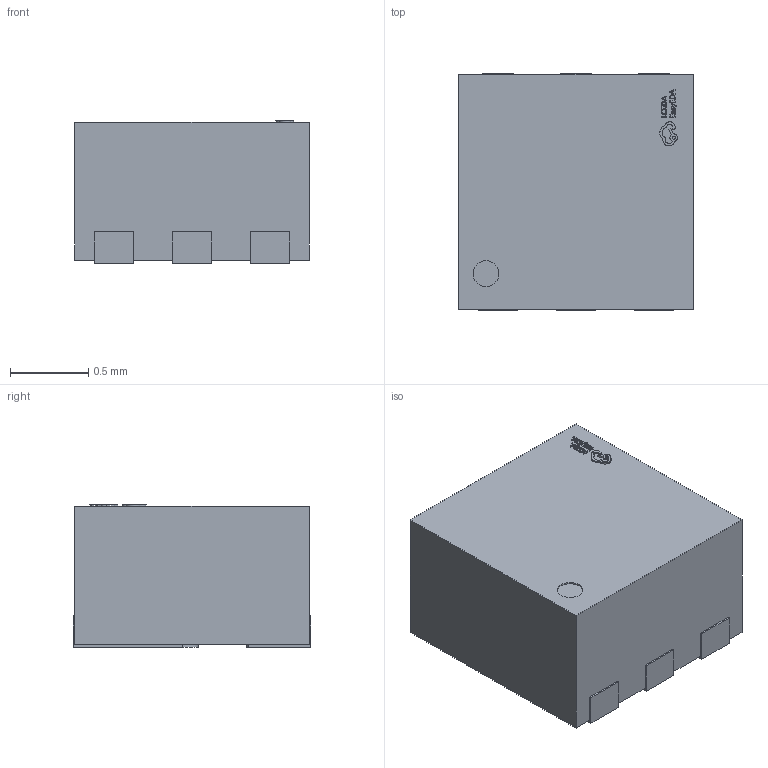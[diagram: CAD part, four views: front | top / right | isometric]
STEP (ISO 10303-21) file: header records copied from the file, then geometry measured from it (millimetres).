
FILE_DESCRIPTION (( 'STEP AP214' ), '1' );
FILE_NAME ('VSON-6_L1.5-W1.5-P0.50-TL.STEP', '2022-09-01T04:41:16', ( '' ), ( '' ), 'SwSTEP 2.0', 'SolidWorks 2020', '' );
FILE_SCHEMA (( 'AUTOMOTIVE_DESIGN' ));
Length unit declared in the file: millimetre
Products named in the file (1): VSON-6_L1.5-W1.5-P0.50-TL
Bounding box: 1.5 x 1.52 x 0.91 mm (x, y, z)
Volume: 2 mm3; surface area: 10 mm2
Topology: 1 solids, 1 shells, 269 faces, 741 edges, 494 vertices
Faces by surface type: plane 164, bspline 98, cylinder 7
Entity records: 11994 total; most frequent: CARTESIAN_POINT 2811, ORIENTED_EDGE 1482, DIRECTION 899, EDGE_CURVE 741, VECTOR 527, LINE 527, VERTEX_POINT 494, EDGE_LOOP 289
